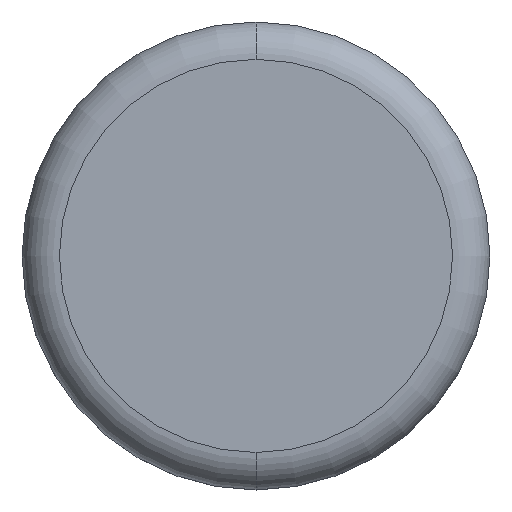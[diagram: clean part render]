
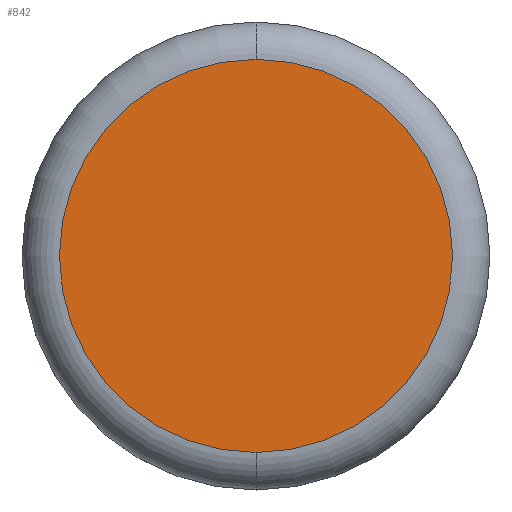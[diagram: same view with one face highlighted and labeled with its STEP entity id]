
A CAD part, top view. The second image highlights one B-rep face of the part: STEP entity #842.
In plain terms, the highlighted face is planar.
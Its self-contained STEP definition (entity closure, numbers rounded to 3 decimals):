
#283=CARTESIAN_POINT('',(0.,30.1,0.));
#284=DIRECTION('',(0.,-1.,0.));
#285=DIRECTION('',(1.,0.,0.));
#286=AXIS2_PLACEMENT_3D('',#283,#284,#285);
#288=CARTESIAN_POINT('',(0.,30.1,0.));
#289=DIRECTION('',(0.,1.,0.));
#290=DIRECTION('',(1.,0.,0.));
#291=AXIS2_PLACEMENT_3D('',#288,#289,#290);
#487=CARTESIAN_POINT('',(4.2,30.1,0.));
#488=VERTEX_POINT('',#487);
#499=CARTESIAN_POINT('',(-4.2,30.1,0.));
#500=VERTEX_POINT('',#499);
#833=CARTESIAN_POINT('',(0.,30.1,0.));
#834=DIRECTION('',(0.,1.,0.));
#835=DIRECTION('',(1.,0.,0.));
#836=AXIS2_PLACEMENT_3D('',#833,#834,#835);
#837=PLANE('',#836);
#838=ORIENTED_EDGE('',*,*,#815,.T.);
#839=ORIENTED_EDGE('',*,*,#826,.F.);
#840=EDGE_LOOP('',(#838,#839));
#841=FACE_OUTER_BOUND('',#840,.F.);
#287=CIRCLE('',#286,4.2);
#292=CIRCLE('',#291,4.2);
#815=EDGE_CURVE('',#488,#500,#287,.T.);
#826=EDGE_CURVE('',#488,#500,#292,.T.);
#842=ADVANCED_FACE('',(#841),#837,.T.);
